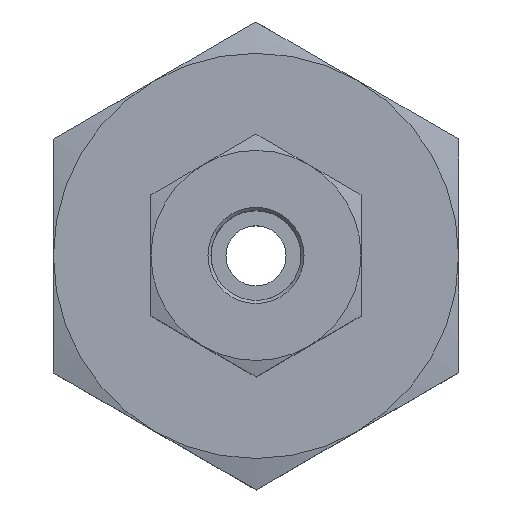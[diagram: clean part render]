
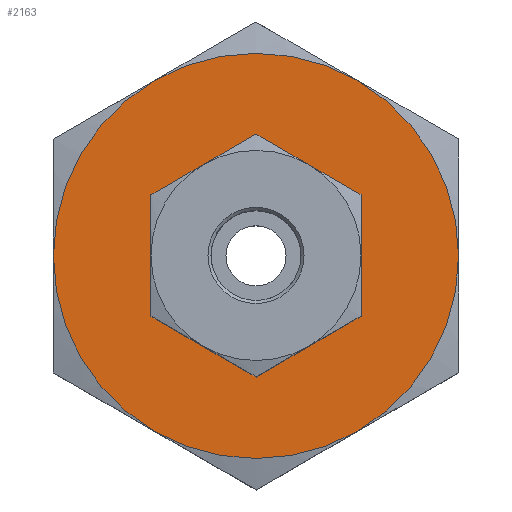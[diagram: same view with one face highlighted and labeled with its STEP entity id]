
A CAD part, top view. The second image highlights one B-rep face of the part: STEP entity #2163.
In plain terms, the highlighted planar face has unit normal (0, 0, 1).
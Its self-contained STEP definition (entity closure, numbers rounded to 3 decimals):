
#1561=CARTESIAN_POINT('',(6.757,-11.687,24.));
#1562=VERTEX_POINT('',#1561);
#1615=CARTESIAN_POINT('',(13.5,0.008,24.));
#1616=VERTEX_POINT('',#1615);
#1630=CARTESIAN_POINT('',(13.5,0.,24.));
#1631=VERTEX_POINT('',#1630);
#1632=CARTESIAN_POINT('',(13.5,0.008,24.));
#1633=DIRECTION('',(0.001,-1.,0.0));
#1634=VECTOR('',#1633,0.008);
#1635=LINE('',#1632,#1634);
#1636=EDGE_CURVE('',#1616,#1631,#1635,.T.);
#1689=CARTESIAN_POINT('',(6.743,11.695,24.));
#1690=VERTEX_POINT('',#1689);
#1858=CARTESIAN_POINT('',(-6.757,11.687,24.));
#1859=VERTEX_POINT('',#1858);
#1905=CARTESIAN_POINT('',(-13.5,-0.008,24.));
#1906=VERTEX_POINT('',#1905);
#2016=CARTESIAN_POINT('',(0.,0.,24.));
#2017=DIRECTION('',(0.0,0.0,1.0));
#2018=DIRECTION('',(-1.0,0.0,0.0));
#2019=AXIS2_PLACEMENT_3D('',#2016,#2017,#2018);
#2020=CIRCLE('',#2019,13.5);
#2021=EDGE_CURVE('',#1616,#1690,#2020,.T.);
#2034=CARTESIAN_POINT('',(0.,0.,24.));
#2035=DIRECTION('',(0.0,0.0,1.0));
#2036=DIRECTION('',(-1.0,0.0,0.0));
#2037=AXIS2_PLACEMENT_3D('',#2034,#2035,#2036);
#2038=CIRCLE('',#2037,13.5);
#2039=EDGE_CURVE('',#1562,#1631,#2038,.T.);
#2050=CARTESIAN_POINT('',(0.,0.,24.));
#2051=DIRECTION('',(0.0,0.0,1.0));
#2052=DIRECTION('',(-1.0,0.0,0.0));
#2053=AXIS2_PLACEMENT_3D('',#2050,#2051,#2052);
#2054=CIRCLE('',#2053,13.5);
#2055=EDGE_CURVE('',#1690,#1859,#2054,.T.);
#2066=CARTESIAN_POINT('',(-6.743,-11.695,24.));
#2067=VERTEX_POINT('',#2066);
#2082=CARTESIAN_POINT('',(0.,0.,24.));
#2083=DIRECTION('',(0.0,0.0,1.0));
#2084=DIRECTION('',(-1.0,0.0,0.0));
#2085=AXIS2_PLACEMENT_3D('',#2082,#2083,#2084);
#2086=CIRCLE('',#2085,13.5);
#2087=EDGE_CURVE('',#2067,#1562,#2086,.T.);
#2098=CARTESIAN_POINT('',(0.,0.,24.));
#2099=DIRECTION('',(0.0,0.0,1.0));
#2100=DIRECTION('',(-1.0,0.0,0.0));
#2101=AXIS2_PLACEMENT_3D('',#2098,#2099,#2100);
#2102=CIRCLE('',#2101,13.5);
#2103=EDGE_CURVE('',#1859,#1906,#2102,.T.);
#2128=CARTESIAN_POINT('',(0.,0.,24.));
#2129=DIRECTION('',(0.0,0.0,1.0));
#2130=DIRECTION('',(-1.0,0.0,0.0));
#2131=AXIS2_PLACEMENT_3D('',#2128,#2129,#2130);
#2132=CIRCLE('',#2131,13.5);
#2133=EDGE_CURVE('',#1906,#2067,#2132,.T.);
#2138=CARTESIAN_POINT('',(0.,0.,24.));
#2139=DIRECTION('',(0.0,0.0,1.0));
#2140=DIRECTION('',(1.0,0.0,0.0));
#2141=AXIS2_PLACEMENT_3D('',#2138,#2139,#2140);
#2142=PLANE('',#2141);
#2143=ORIENTED_EDGE('',*,*,#2021,.T.);
#2144=ORIENTED_EDGE('',*,*,#2055,.T.);
#2145=ORIENTED_EDGE('',*,*,#2103,.T.);
#2146=ORIENTED_EDGE('',*,*,#2133,.T.);
#2147=ORIENTED_EDGE('',*,*,#2087,.T.);
#2148=ORIENTED_EDGE('',*,*,#2039,.T.);
#2149=ORIENTED_EDGE('',*,*,#1636,.F.);
#2150=EDGE_LOOP('',(#2143,#2144,#2145,#2146,#2147,#2148,#2149));
#2151=FACE_OUTER_BOUND('',#2150,.T.);
#2152=CARTESIAN_POINT('',(5.85,0.,24.));
#2153=VERTEX_POINT('',#2152);
#2154=CARTESIAN_POINT('',(0.,0.,24.));
#2155=DIRECTION('',(0.0,0.0,1.0));
#2156=DIRECTION('',(-1.0,0.0,0.0));
#2157=AXIS2_PLACEMENT_3D('',#2154,#2155,#2156);
#2158=CIRCLE('',#2157,5.85);
#2159=EDGE_CURVE('',#2153,#2153,#2158,.T.);
#2160=ORIENTED_EDGE('',*,*,#2159,.F.);
#2161=EDGE_LOOP('',(#2160));
#2162=FACE_BOUND('',#2161,.T.);
#2163=ADVANCED_FACE('',(#2151,#2162),#2142,.T.);
